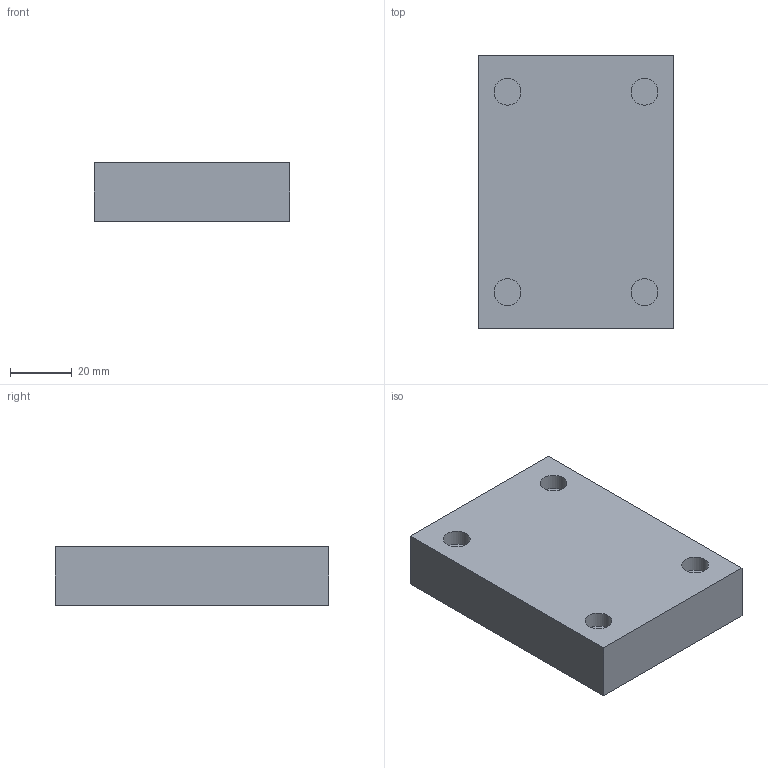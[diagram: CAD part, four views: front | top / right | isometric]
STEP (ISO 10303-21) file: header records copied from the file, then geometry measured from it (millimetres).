
FILE_DESCRIPTION(/* description */ (''),/* implementation_level */ '2;1');
FILE_NAME(/* name */ '_S04CPP.stp',/* time_stamp */ '2021-12-08T09:26:04-05:00',/* author */ ('jrf'),/* organization */ (''),/* preprocessor_version */ 'ST-DEVELOPER v18',/* originating_system */ 'Autodesk Inventor 2020',/* authorisation */ '');
FILE_SCHEMA (('AUTOMOTIVE_DESIGN { 1 0 10303 214 3 1 1 }'));
Length unit declared in the file: inch
Products named in the file (1): _S04CPP
Bounding box: 63.5 x 88.9 x 19.05 mm (x, y, z)
Volume: 99643.5 mm3; surface area: 20621 mm2
Topology: 1 solids, 1 shells, 306 faces, 808 edges, 541 vertices
Faces by surface type: plane 222, bspline 68, cylinder 15, cone 1
Full cylindrical faces by diameter (mm): 2.388 x1, 8.738 x8, 12.7 x2, 14.3 x4
Entity records: 9964 total; most frequent: CARTESIAN_POINT 2742, ORIENTED_EDGE 1614, DIRECTION 1187, EDGE_CURVE 807, LINE 633, VECTOR 633, VERTEX_POINT 541, EDGE_LOOP 344
